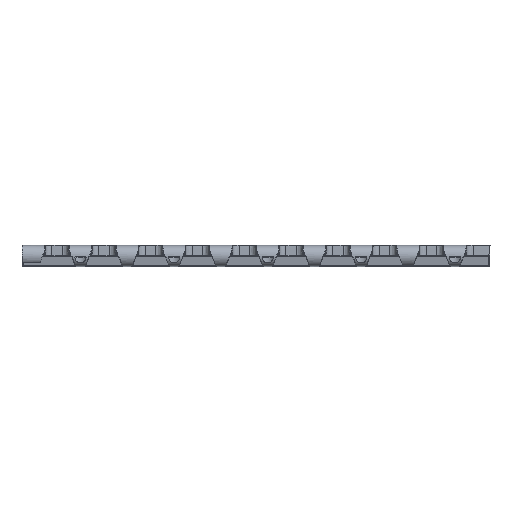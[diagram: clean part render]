
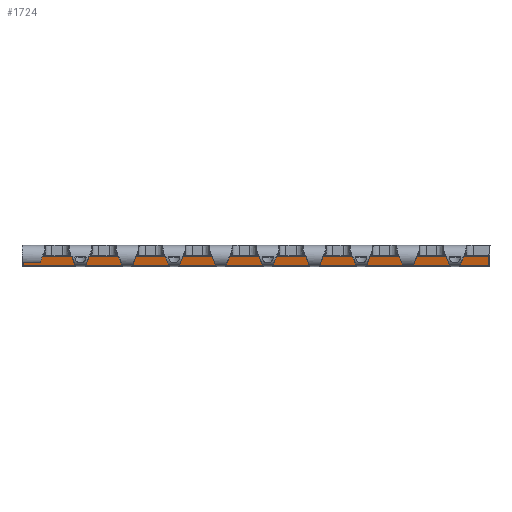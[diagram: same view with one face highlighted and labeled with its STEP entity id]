
A CAD part, front view. The second image highlights one B-rep face of the part: STEP entity #1724.
In plain terms, the highlighted planar face has unit normal (0, -0.976, -0.217).
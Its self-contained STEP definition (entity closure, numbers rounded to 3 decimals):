
#1724 = ADVANCED_FACE( '', ( #4506 ), #4507, .F. );
#4506 = FACE_OUTER_BOUND( '', #11695, .T. );
#4507 = PLANE( '', #11696 );
#11695 = EDGE_LOOP( '', ( #35091, #35092, #35093, #35094 ) );
#11696 = AXIS2_PLACEMENT_3D( '', #35095, #35096, #35097 );
#35091 = ORIENTED_EDGE( '', *, *, #45340, .T. );
#35092 = ORIENTED_EDGE( '', *, *, #45341, .T. );
#35093 = ORIENTED_EDGE( '', *, *, #45342, .T. );
#35094 = ORIENTED_EDGE( '', *, *, #45343, .T. );
#35095 = CARTESIAN_POINT( '', ( -100., -1.5, -4.5 ) );
#35096 = DIRECTION( '', ( 0., 0.976, 0.217 ) );
#35097 = DIRECTION( '', ( 0., 0.217, -0.976 ) );
#45340 = EDGE_CURVE( '', #50792, #49308, #50793, .T. );
#45341 = EDGE_CURVE( '', #49308, #50736, #50794, .T. );
#45342 = EDGE_CURVE( '', #50736, #50795, #50796, .F. );
#45343 = EDGE_CURVE( '', #50795, #50792, #50797, .T. );
#49308 = VERTEX_POINT( '', #56979 );
#50736 = VERTEX_POINT( '', #61530 );
#50792 = VERTEX_POINT( '', #61699 );
#50793 = LINE( '', #61700, #61701 );
#50794 = LINE( '', #61702, #61703 );
#50795 = VERTEX_POINT( '', #61704 );
#50796 = LINE( '', #61705, #61706 );
#50797 = LINE( '', #61707, #61708 );
#56979 = CARTESIAN_POINT( '', ( 99.396, -1.552, -4.265 ) );
#61530 = CARTESIAN_POINT( '', ( 99.537, -2.448, -0.235 ) );
#61699 = CARTESIAN_POINT( '', ( -99.396, -1.552, -4.265 ) );
#61700 = CARTESIAN_POINT( '', ( -100., -1.552, -4.265 ) );
#61701 = VECTOR( '', #78061, 1000. );
#61702 = CARTESIAN_POINT( '', ( 99.537, -2.45, -0.225 ) );
#61703 = VECTOR( '', #78062, 1000. );
#61704 = CARTESIAN_POINT( '', ( -99.537, -2.448, -0.235 ) );
#61705 = CARTESIAN_POINT( '', ( -100., -2.448, -0.235 ) );
#61706 = VECTOR( '', #78063, 1000. );
#61707 = CARTESIAN_POINT( '', ( -99.388, -1.505, -4.48 ) );
#61708 = VECTOR( '', #78064, 1000. );
#78061 = DIRECTION( '', ( 1., 0., 0. ) );
#78062 = DIRECTION( '', ( 0.034, -0.217, 0.976 ) );
#78063 = DIRECTION( '', ( 1., 0., 0. ) );
#78064 = DIRECTION( '', ( 0.034, 0.217, -0.976 ) );
